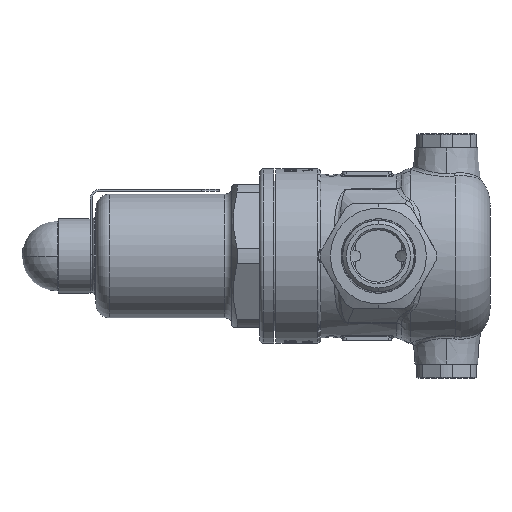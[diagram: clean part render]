
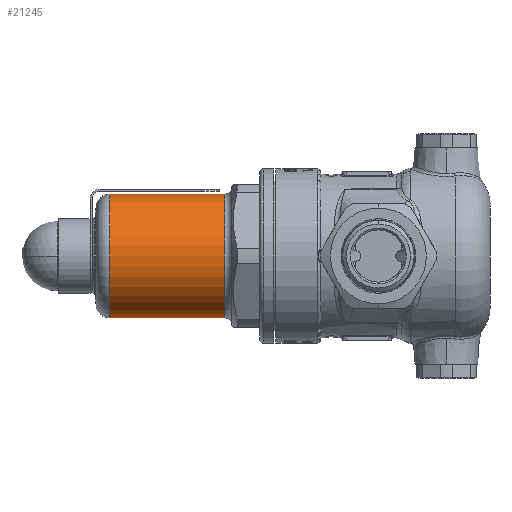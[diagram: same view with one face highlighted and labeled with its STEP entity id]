
A CAD part, left-side view. The second image highlights one B-rep face of the part: STEP entity #21245.
In plain terms, the highlighted cylindrical face has radius 17.75 mm (diameter 35.5 mm), a partial arc.
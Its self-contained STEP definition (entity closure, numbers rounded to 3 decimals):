
#5035 = CARTESIAN_POINT ( 'NONE',  ( 0., 132.957, 0. ) ) ;
#5037 = CYLINDRICAL_SURFACE ( 'NONE', #21524, 17.75 ) ;
#5038 = FACE_OUTER_BOUND ( 'NONE', #18373, .T. ) ;
#5051 = DIRECTION ( 'NONE',  ( 0., 1., 0. ) ) ;
#5052 = DIRECTION ( 'NONE',  ( 0., 0., 1. ) ) ;
#5608 = CARTESIAN_POINT ( 'NONE',  ( 0., 77., 17.75 ) ) ;
#5617 = CARTESIAN_POINT ( 'NONE',  ( 0., 77., -17.75 ) ) ;
#5656 = CARTESIAN_POINT ( 'NONE',  ( 0., 44., 17.75 ) ) ;
#5657 = CARTESIAN_POINT ( 'NONE',  ( 0., 44., -17.75 ) ) ;
#6722 = VERTEX_POINT ( 'NONE', #5608 ) ;
#6740 = VERTEX_POINT ( 'NONE', #5617 ) ;
#6818 = VERTEX_POINT ( 'NONE', #5656 ) ;
#6820 = VERTEX_POINT ( 'NONE', #5657 ) ;
#18373 = EDGE_LOOP ( 'NONE', ( #27081, #27027, #31017, #27458 ) ) ;
#21245 = ADVANCED_FACE ( 'NONE', ( #5038 ), #5037, .T. ) ;
#21524 = AXIS2_PLACEMENT_3D ( 'NONE', #5035, #5051, #5052 ) ;
#27027 = ORIENTED_EDGE ( 'NONE', *, *, #28896, .T. ) ;
#27081 = ORIENTED_EDGE ( 'NONE', *, *, #55744, .F. ) ;
#27458 = ORIENTED_EDGE ( 'NONE', *, *, #28883, .F. ) ;
#28883 = EDGE_CURVE ( 'NONE', #6740, #6722, #55642, .T. ) ;
#28896 = EDGE_CURVE ( 'NONE', #6820, #6818, #54480, .T. ) ;
#31017 = ORIENTED_EDGE ( 'NONE', *, *, #55780, .T. ) ;
#42805 = CARTESIAN_POINT ( 'NONE',  ( 0., 77., 0. ) ) ;
#42807 = DIRECTION ( 'NONE',  ( 0., 1., 0. ) ) ;
#42808 = DIRECTION ( 'NONE',  ( 0., 0., 1. ) ) ;
#42976 = CARTESIAN_POINT ( 'NONE',  ( 0., 44., 0. ) ) ;
#42978 = DIRECTION ( 'NONE',  ( 0., 1., 0. ) ) ;
#42980 = DIRECTION ( 'NONE',  ( 0., 0., 1. ) ) ;
#51651 = CARTESIAN_POINT ( 'NONE',  ( 0., 132.957, -17.75 ) ) ;
#51656 = LINE ( 'NONE', #51651, #57366 ) ;
#51660 = DIRECTION ( 'NONE',  ( 0., 1., 0. ) ) ;
#51693 = LINE ( 'NONE', #51694, #57395 ) ;
#51694 = CARTESIAN_POINT ( 'NONE',  ( 0., 132.957, 17.75 ) ) ;
#51695 = DIRECTION ( 'NONE',  ( 0., 1., 0. ) ) ;
#54207 = AXIS2_PLACEMENT_3D ( 'NONE', #42976, #42978, #42980 ) ;
#54480 = CIRCLE ( 'NONE', #54207, 17.75 ) ;
#55128 = AXIS2_PLACEMENT_3D ( 'NONE', #42805, #42807, #42808 ) ;
#55642 = CIRCLE ( 'NONE', #55128, 17.75 ) ;
#55744 = EDGE_CURVE ( 'NONE', #6820, #6740, #51656, .T. ) ;
#55780 = EDGE_CURVE ( 'NONE', #6818, #6722, #51693, .T. ) ;
#57366 = VECTOR ( 'NONE', #51660, 1000. ) ;
#57395 = VECTOR ( 'NONE', #51695, 1000. ) ;
